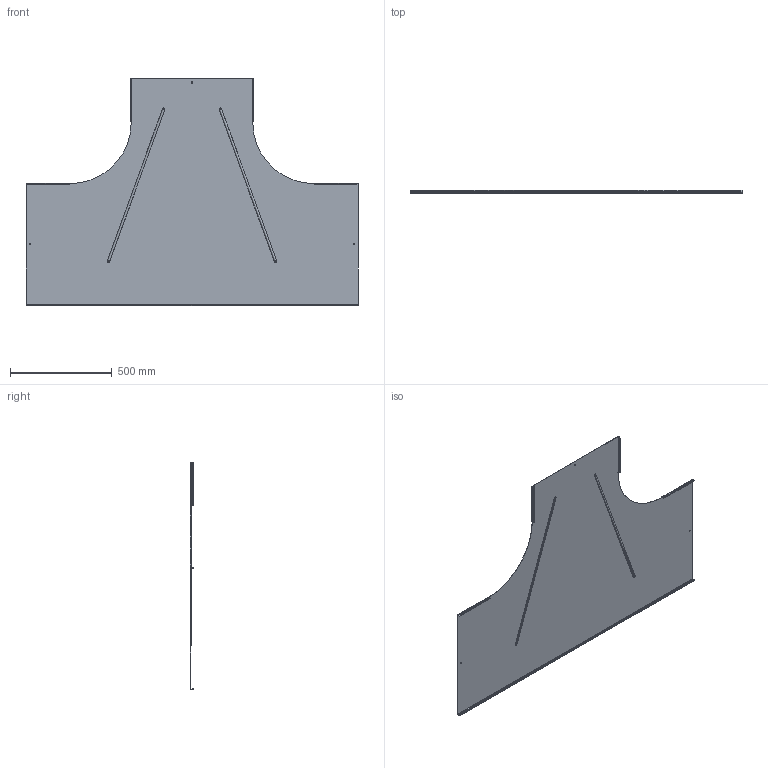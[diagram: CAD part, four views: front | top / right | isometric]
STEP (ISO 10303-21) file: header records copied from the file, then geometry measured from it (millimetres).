
FILE_DESCRIPTION (( 'STEP AP214' ), '1' );
FILE_NAME ('CRT04D-4--04.STEP', '2021-03-08T15:17:40', ( '' ), ( '' ), 'SwSTEP 2.0', 'SolidWorks 2017', '' );
FILE_SCHEMA (( 'AUTOMOTIVE_DESIGN' ));
Length unit declared in the file: millimetre
Products named in the file (1): CRT04D-4--04
Bounding box: 1634 x 15.61 x 1118.2 mm (x, y, z)
Volume: 1648528.7 mm3; surface area: 2754221.2 mm2
Topology: 1 solids, 1 shells, 218 faces, 488 edges, 264 vertices
Faces by surface type: plane 126, cylinder 64, bspline 12, torus 8, sphere 8
Entity records: 6728 total; most frequent: CARTESIAN_POINT 1937, DIRECTION 998, ORIENTED_EDGE 976, EDGE_CURVE 488, AXIS2_PLACEMENT_3D 351, VECTOR 296, LINE 296, VERTEX_POINT 264
